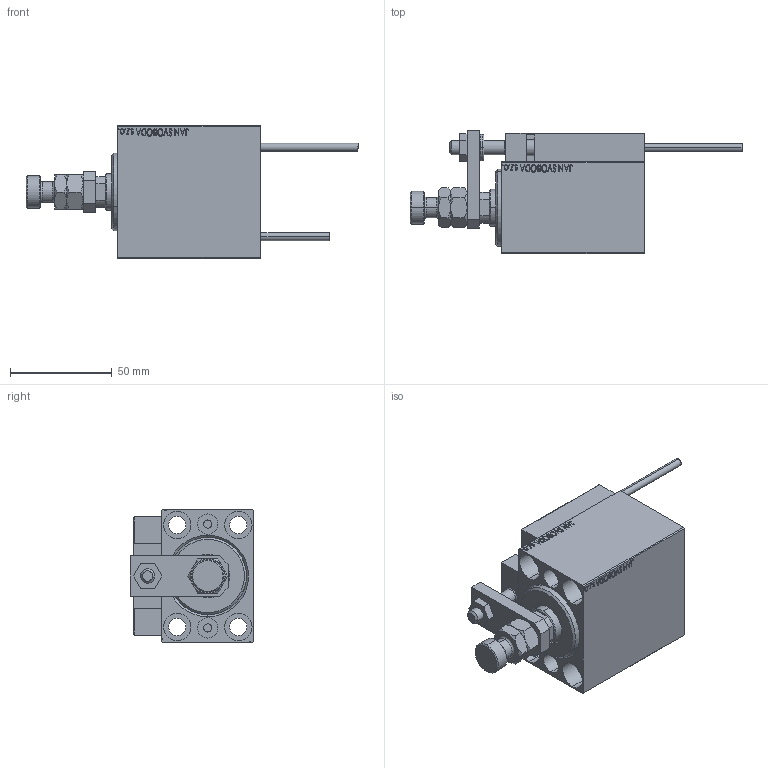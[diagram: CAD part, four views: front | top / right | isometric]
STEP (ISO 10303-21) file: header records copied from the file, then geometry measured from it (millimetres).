
FILE_DESCRIPTION (( 'STEP AP203' ), '1' );
FILE_NAME ('4605.STEP', '2024-02-11T21:20:24', ( '' ), ( '' ), 'SwSTEP 2.0', 'SolidWorks 2019', '' );
FILE_SCHEMA (( 'CONFIG_CONTROL_DESIGN' ));
Length unit declared in the file: millimetre
Products named in the file (16): V450CM_C_Body 89685bc7fd23f81d7b9e0ab335608e93; MAGNET 89685bc7fd23f81d7b9e0ab335608e93; ALLEN BOLT D5 89685bc7fd23f81d7b9e0ab335608e93; ZARAZKA 89685bc7fd23f81d7b9e0ab335608e93; X_Y_MFA 89685bc7fd23f81d7b9e0ab335608e93; SWITCH X 89685bc7fd23f81d7b9e0ab335608e93; TYC_L79 89685bc7fd23f81d7b9e0ab335608e93; Block 89685bc7fd23f81d7b9e0ab335608e93; SWITCH_X_FRONT_BACK 89685bc7fd23f81d7b9e0ab335608e93; V450CM_C_VCP 89685bc7fd23f81d7b9e0ab335608e93; V450CM_VC_B 89685bc7fd23f81d7b9e0ab335608e93; SWITCH DIM B,W 89685bc7fd23f81d7b9e0ab335608e93; ALLEN BOLT D8 89685bc7fd23f81d7b9e0ab335608e93; 4605; NUT_D12 89685bc7fd23f81d7b9e0ab335608e93; KONCOVKA 89685bc7fd23f81d7b9e0ab335608e93
Assembly tree (25 placements, depth 3):
  4605
    V450CM_C_Body 89685bc7fd23f81d7b9e0ab335608e93
    SWITCH X 89685bc7fd23f81d7b9e0ab335608e93
      SWITCH_X_FRONT_BACK 89685bc7fd23f81d7b9e0ab335608e93  x2
      TYC_L79 89685bc7fd23f81d7b9e0ab335608e93
      Block 89685bc7fd23f81d7b9e0ab335608e93  x2
      ALLEN BOLT D5 89685bc7fd23f81d7b9e0ab335608e93  x4
      ALLEN BOLT D8 89685bc7fd23f81d7b9e0ab335608e93  x4
      MAGNET 89685bc7fd23f81d7b9e0ab335608e93  x2
      KONCOVKA 89685bc7fd23f81d7b9e0ab335608e93  x2
    NUT_D12 89685bc7fd23f81d7b9e0ab335608e93
    SWITCH DIM B,W 89685bc7fd23f81d7b9e0ab335608e93
    ZARAZKA 89685bc7fd23f81d7b9e0ab335608e93
    V450CM_C_VCP 89685bc7fd23f81d7b9e0ab335608e93
    V450CM_VC_B 89685bc7fd23f81d7b9e0ab335608e93
    X_Y_MFA 89685bc7fd23f81d7b9e0ab335608e93
Bounding box: 163 x 60.5 x 65 mm (x, y, z)
Volume: 229357.5 mm3; surface area: 72033.5 mm2
Topology: 24 solids, 24 shells, 1330 faces, 3162 edges, 2013 vertices
Faces by surface type: plane 576, bspline 380, cylinder 188, cone 134, torus 48, sphere 4
Entity records: 51688 total; most frequent: CARTESIAN_POINT 26415, ORIENTED_EDGE 5344, DIRECTION 3640, EDGE_CURVE 2672, VERTEX_POINT 1737, VECTOR 1500, LINE 1500, EDGE_LOOP 1241
